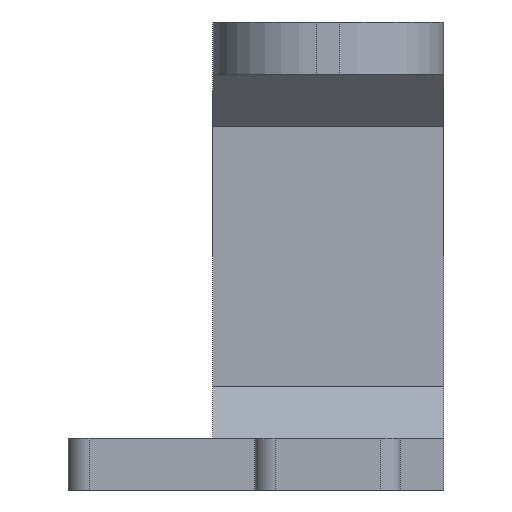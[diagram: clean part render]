
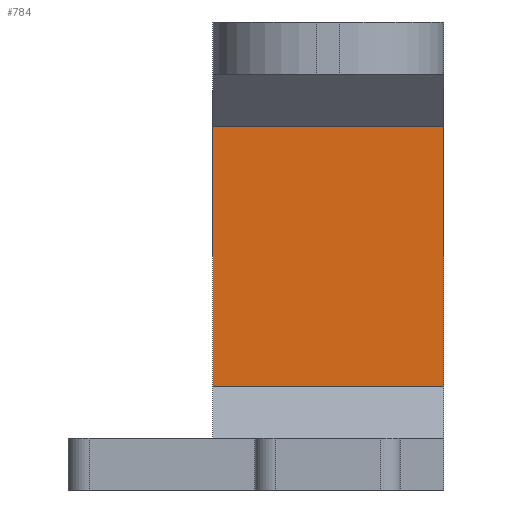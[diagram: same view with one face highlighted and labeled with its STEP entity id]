
A CAD part, left-side view. The second image highlights one B-rep face of the part: STEP entity #784.
In plain terms, the highlighted planar face has unit normal (-1, 0, 0).
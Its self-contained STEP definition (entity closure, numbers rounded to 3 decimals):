
#32=PLANE('',#864);
#56=FACE_OUTER_BOUND('',#102,.T.);
#102=EDGE_LOOP('',(#583,#584,#585,#586));
#170=LINE('',#1254,#250);
#171=LINE('',#1257,#251);
#172=LINE('',#1259,#252);
#173=LINE('',#1260,#253);
#250=VECTOR('',#998,10.);
#251=VECTOR('',#1001,10.);
#252=VECTOR('',#1002,10.);
#253=VECTOR('',#1003,10.);
#378=VERTEX_POINT('',#1248);
#380=VERTEX_POINT('',#1252);
#381=VERTEX_POINT('',#1256);
#382=VERTEX_POINT('',#1258);
#460=EDGE_CURVE('',#380,#378,#170,.T.);
#461=EDGE_CURVE('',#380,#381,#171,.T.);
#462=EDGE_CURVE('',#382,#381,#172,.T.);
#463=EDGE_CURVE('',#378,#382,#173,.T.);
#583=ORIENTED_EDGE('',*,*,#460,.F.);
#584=ORIENTED_EDGE('',*,*,#461,.T.);
#585=ORIENTED_EDGE('',*,*,#462,.F.);
#586=ORIENTED_EDGE('',*,*,#463,.F.);
#784=ADVANCED_FACE('',(#56),#32,.T.);
#864=AXIS2_PLACEMENT_3D('',#1255,#999,#1000);
#998=DIRECTION('',(0.,1.,0.));
#999=DIRECTION('center_axis',(-1.,0.,0.));
#1000=DIRECTION('ref_axis',(0.,-1.,0.));
#1001=DIRECTION('',(0.,0.,1.));
#1002=DIRECTION('',(0.,-1.,0.));
#1003=DIRECTION('',(0.,0.,1.));
#1248=CARTESIAN_POINT('',(40.29,26.39,10.));
#1252=CARTESIAN_POINT('',(40.29,4.177,10.));
#1254=CARTESIAN_POINT('',(40.29,19.465,10.));
#1255=CARTESIAN_POINT('Origin',(40.29,26.39,5.));
#1256=CARTESIAN_POINT('',(40.29,4.177,35.));
#1257=CARTESIAN_POINT('',(40.29,4.177,5.));
#1258=CARTESIAN_POINT('',(40.29,26.39,35.));
#1259=CARTESIAN_POINT('',(40.29,20.836,35.));
#1260=CARTESIAN_POINT('',(40.29,26.39,5.));
